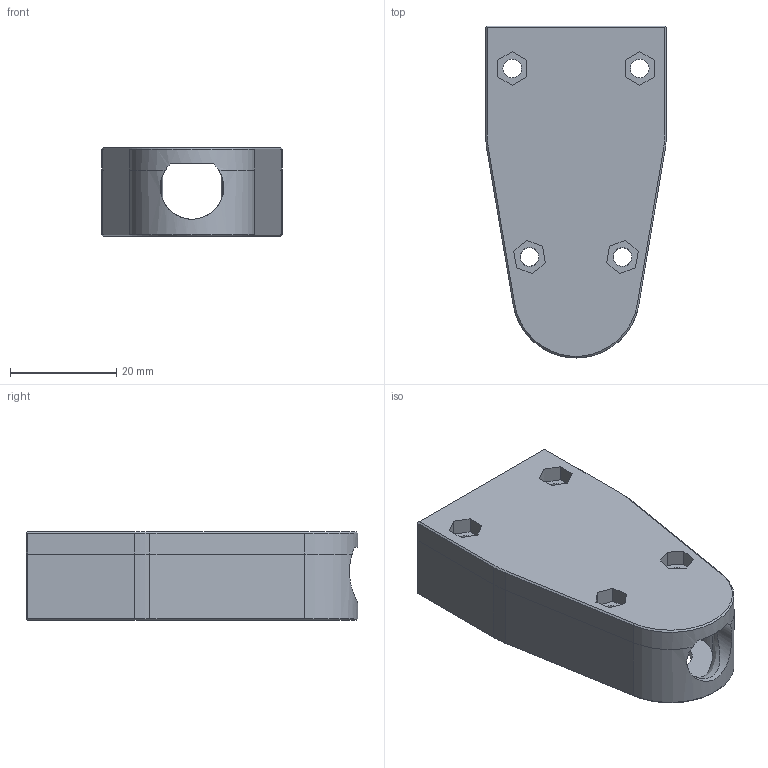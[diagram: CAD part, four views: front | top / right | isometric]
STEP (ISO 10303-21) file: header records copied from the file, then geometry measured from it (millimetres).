
FILE_DESCRIPTION(/* description */ (''),/* implementation_level */ '2;1');
FILE_NAME(/* name */ 'VolumeReductionInsert_rear.step',/* time_stamp */ '2023-10-24T17:22:17+02:00',/* author */ (''),/* organization */ (''),/* preprocessor_version */ 'ST-DEVELOPER v20',/* originating_system */ 'Autodesk Translation Framework v12.14.0.127',/* authorisation */ '');
FILE_SCHEMA (('AUTOMOTIVE_DESIGN { 1 0 10303 214 3 1 1 }'));
Length unit declared in the file: millimetre
Products named in the file (1): VolumeReductionInsert_rear
Bounding box: 34 x 62.5 x 16.75 mm (x, y, z)
Volume: 18317.3 mm3; surface area: 11488 mm2
Topology: 2 solids, 2 shells, 146 faces, 384 edges, 250 vertices
Faces by surface type: plane 89, cylinder 40, cone 15, bspline 2
Full cylindrical faces by diameter (mm): 3.5 x8, 5.5 x4, 8.3 x1, 20.3 x1
Entity records: 4968 total; most frequent: CARTESIAN_POINT 1286, ORIENTED_EDGE 768, DIRECTION 730, EDGE_CURVE 384, LINE 250, VECTOR 250, VERTEX_POINT 250, AXIS2_PLACEMENT_3D 240
